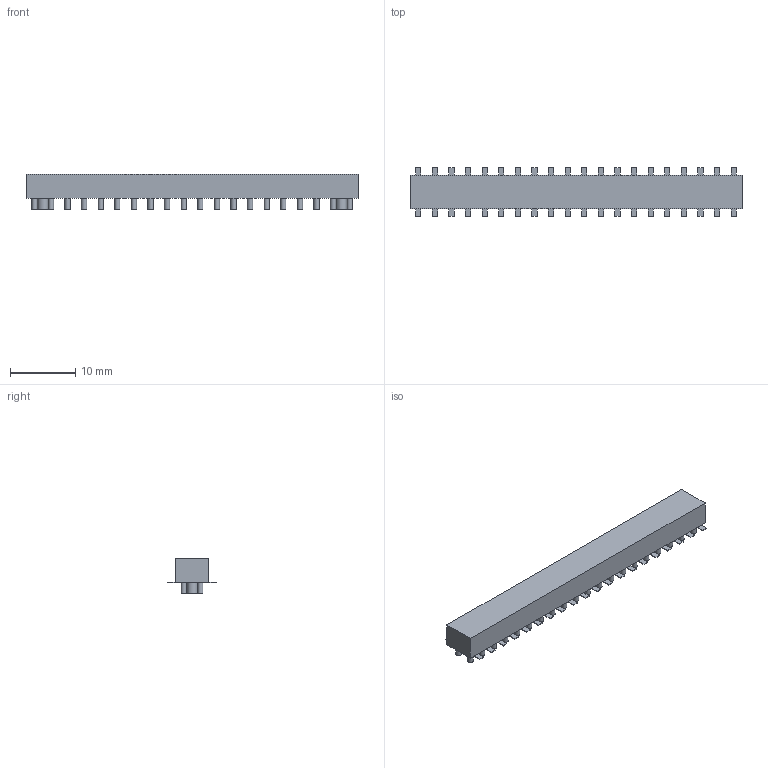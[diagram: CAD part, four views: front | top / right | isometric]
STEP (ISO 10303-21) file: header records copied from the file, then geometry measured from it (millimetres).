
FILE_DESCRIPTION(('FreeCAD Model'),'2;1');
FILE_NAME('826567.1.1.stp','2020-04-09T12:35:34',( 'Author'),(''),'Open CASCADE STEP processor 6.9','FreeCAD','Unknown' );
FILE_SCHEMA(('AUTOMOTIVE_DESIGN { 1 0 10303 214 1 1 1 1 }'));
Length unit declared in the file: millimetre
Products named in the file (4): ASSEMBLY; Body; Pins; Lugs
Assembly tree (44 placements, depth 2):
  ASSEMBLY
    Body
    Pins
    Lugs  x42
Bounding box: 50.8 x 7.4 x 5.5 mm (x, y, z)
Surface area: 11714 mm2
Topology: 1805 solids, 1805 shells, 5538 faces, 5784 edges, 3856 vertices
Faces by surface type: plane 3774, cylinder 1764
Full cylindrical faces by diameter (mm): 0.82 x1680, 1.6 x84
Entity records: 17560 total; most frequent: DIRECTION 2772, CARTESIAN_POINT 2683, LINE 1686, VECTOR 1686, ORIENTED_EDGE 1236, PCURVE 1236, DEFINITIONAL_REPRESENTATION 1236, EDGE_CURVE 618
